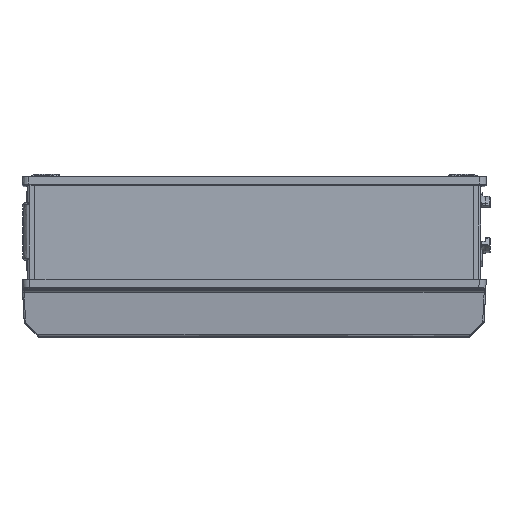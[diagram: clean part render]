
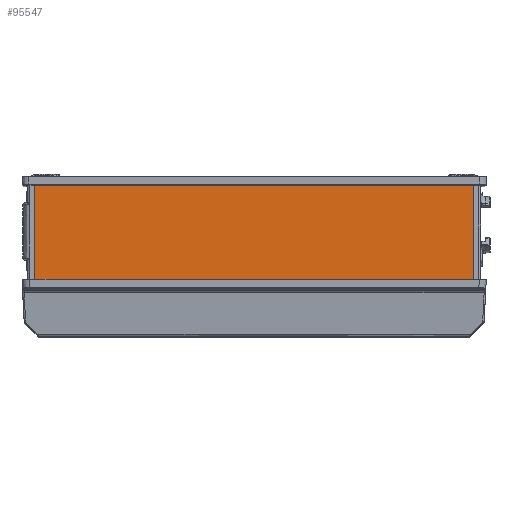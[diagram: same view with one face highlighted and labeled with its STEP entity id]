
A CAD part, top view. The second image highlights one B-rep face of the part: STEP entity #95547.
In plain terms, the highlighted planar face has unit normal (0, 0, 1).
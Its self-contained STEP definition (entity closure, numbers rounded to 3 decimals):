
#3301 = LINE ( 'NONE', #51993, #11434 ) ;
#11434 = VECTOR ( 'NONE', #13215, 1000. ) ;
#13215 = DIRECTION ( 'NONE',  ( 0., -1., 0. ) ) ;
#15095 = VERTEX_POINT ( 'NONE', #71349 ) ;
#16229 = VECTOR ( 'NONE', #46129, 1000. ) ;
#17540 = EDGE_CURVE ( 'NONE', #161025, #15095, #73666, .T. ) ;
#19685 = CARTESIAN_POINT ( 'NONE',  ( 0., 0., 1.5 ) ) ;
#19752 = CARTESIAN_POINT ( 'NONE',  ( -46.975, -10.25, 1.5 ) ) ;
#24910 = DIRECTION ( 'NONE',  ( 0., 1., 0. ) ) ;
#26082 = LINE ( 'NONE', #29331, #64574 ) ;
#26680 = CARTESIAN_POINT ( 'NONE',  ( 46.975, -10.25, 1.5 ) ) ;
#29331 = CARTESIAN_POINT ( 'NONE',  ( -46.975, 11.05, 1.5 ) ) ;
#30299 = EDGE_CURVE ( 'NONE', #61250, #161025, #145225, .T. ) ;
#40226 = EDGE_CURVE ( 'NONE', #110592, #61250, #3301, .T. ) ;
#44456 = PLANE ( 'NONE',  #137962 ) ;
#46065 = DIRECTION ( 'NONE',  ( 1., 0., 0. ) ) ;
#46129 = DIRECTION ( 'NONE',  ( 1., 0., 0. ) ) ;
#51993 = CARTESIAN_POINT ( 'NONE',  ( -46.975, 11.05, 1.5 ) ) ;
#54385 = ORIENTED_EDGE ( 'NONE', *, *, #17540, .T. ) ;
#60930 = VECTOR ( 'NONE', #24910, 1000. ) ;
#61250 = VERTEX_POINT ( 'NONE', #129994 ) ;
#64574 = VECTOR ( 'NONE', #102837, 1000. ) ;
#70046 = DIRECTION ( 'NONE',  ( 0., 0., 1. ) ) ;
#71349 = CARTESIAN_POINT ( 'NONE',  ( 46.975, 11.05, 1.5 ) ) ;
#73666 = LINE ( 'NONE', #124015, #60930 ) ;
#77303 = ORIENTED_EDGE ( 'NONE', *, *, #40226, .T. ) ;
#78607 = ORIENTED_EDGE ( 'NONE', *, *, #30299, .T. ) ;
#89123 = ORIENTED_EDGE ( 'NONE', *, *, #137536, .T. ) ;
#95547 = ADVANCED_FACE ( 'NONE', ( #107202 ), #44456, .T. ) ;
#102837 = DIRECTION ( 'NONE',  ( -1., 0., 0. ) ) ;
#107202 = FACE_OUTER_BOUND ( 'NONE', #145694, .T. ) ;
#110592 = VERTEX_POINT ( 'NONE', #144750 ) ;
#124015 = CARTESIAN_POINT ( 'NONE',  ( 46.975, 11.05, 1.5 ) ) ;
#129994 = CARTESIAN_POINT ( 'NONE',  ( -46.975, -10.25, 1.5 ) ) ;
#137536 = EDGE_CURVE ( 'NONE', #15095, #110592, #26082, .T. ) ;
#137962 = AXIS2_PLACEMENT_3D ( 'NONE', #19685, #70046, #46065 ) ;
#144750 = CARTESIAN_POINT ( 'NONE',  ( -46.975, 11.05, 1.5 ) ) ;
#145225 = LINE ( 'NONE', #19752, #16229 ) ;
#145694 = EDGE_LOOP ( 'NONE', ( #77303, #78607, #54385, #89123 ) ) ;
#161025 = VERTEX_POINT ( 'NONE', #26680 ) ;
